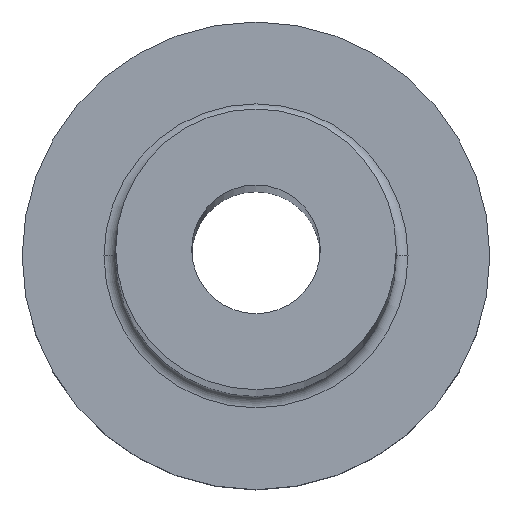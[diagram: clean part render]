
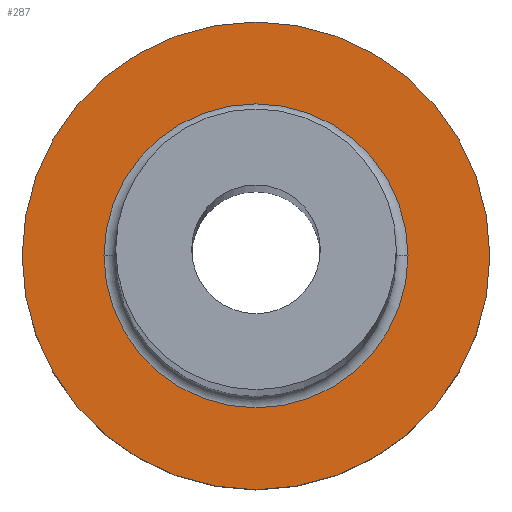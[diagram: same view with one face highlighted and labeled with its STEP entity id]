
A CAD part, top view. The second image highlights one B-rep face of the part: STEP entity #287.
In plain terms, the highlighted planar face has unit normal (0, 0, 1).
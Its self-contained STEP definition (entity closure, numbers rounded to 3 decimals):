
#3 = VERTEX_POINT ( 'NONE', #352 ) ;
#5 = CARTESIAN_POINT ( 'NONE',  ( 0., 0., 7. ) ) ;
#6 = EDGE_CURVE ( 'NONE', #26, #38, #373, .T. ) ;
#21 = FACE_OUTER_BOUND ( 'NONE', #24, .T. ) ;
#22 = DIRECTION ( 'NONE',  ( 1., 0., 0. ) ) ;
#24 = EDGE_LOOP ( 'NONE', ( #272, #151 ) ) ;
#26 = VERTEX_POINT ( 'NONE', #330 ) ;
#38 = VERTEX_POINT ( 'NONE', #296 ) ;
#41 = AXIS2_PLACEMENT_3D ( 'NONE', #111, #109, #337 ) ;
#60 = DIRECTION ( 'NONE',  ( 0., 0., 1. ) ) ;
#77 = CARTESIAN_POINT ( 'NONE',  ( 0., 0., 7. ) ) ;
#82 = CARTESIAN_POINT ( 'NONE',  ( 0., 0., 7. ) ) ;
#88 = AXIS2_PLACEMENT_3D ( 'NONE', #77, #195, #309 ) ;
#109 = DIRECTION ( 'NONE',  ( 0., 0., -1. ) ) ;
#111 = CARTESIAN_POINT ( 'NONE',  ( 0., 0., 7. ) ) ;
#117 = VERTEX_POINT ( 'NONE', #368 ) ;
#124 = CARTESIAN_POINT ( 'NONE',  ( 0., 0., 7. ) ) ;
#146 = ORIENTED_EDGE ( 'NONE', *, *, #179, .T. ) ;
#151 = ORIENTED_EDGE ( 'NONE', *, *, #252, .T. ) ;
#162 = AXIS2_PLACEMENT_3D ( 'NONE', #5, #60, #302 ) ;
#170 = CIRCLE ( 'NONE', #88, 6.5 ) ;
#171 = DIRECTION ( 'NONE',  ( 1., 0., 0. ) ) ;
#175 = DIRECTION ( 'NONE',  ( 0., 0., 1. ) ) ;
#179 = EDGE_CURVE ( 'NONE', #3, #117, #170, .T. ) ;
#195 = DIRECTION ( 'NONE',  ( 0., 0., -1. ) ) ;
#201 = DIRECTION ( 'NONE',  ( 0., 0., 1. ) ) ;
#206 = CIRCLE ( 'NONE', #41, 6.5 ) ;
#226 = AXIS2_PLACEMENT_3D ( 'NONE', #82, #201, #171 ) ;
#229 = EDGE_CURVE ( 'NONE', #117, #3, #206, .T. ) ;
#242 = AXIS2_PLACEMENT_3D ( 'NONE', #124, #175, #22 ) ;
#252 = EDGE_CURVE ( 'NONE', #38, #26, #282, .T. ) ;
#272 = ORIENTED_EDGE ( 'NONE', *, *, #6, .T. ) ;
#282 = CIRCLE ( 'NONE', #226, 10. ) ;
#287 = ADVANCED_FACE ( 'NONE', ( #374, #21 ), #292, .T. ) ;
#292 = PLANE ( 'NONE',  #242 ) ;
#293 = EDGE_LOOP ( 'NONE', ( #146, #321 ) ) ;
#296 = CARTESIAN_POINT ( 'NONE',  ( 10., 0., 7. ) ) ;
#302 = DIRECTION ( 'NONE',  ( 1., 0., 0. ) ) ;
#309 = DIRECTION ( 'NONE',  ( 1., 0., 0. ) ) ;
#321 = ORIENTED_EDGE ( 'NONE', *, *, #229, .T. ) ;
#330 = CARTESIAN_POINT ( 'NONE',  ( -10., 0., 7. ) ) ;
#337 = DIRECTION ( 'NONE',  ( 1., 0., 0. ) ) ;
#352 = CARTESIAN_POINT ( 'NONE',  ( 6.5, 0., 7. ) ) ;
#368 = CARTESIAN_POINT ( 'NONE',  ( -6.5, 0., 7. ) ) ;
#373 = CIRCLE ( 'NONE', #162, 10. ) ;
#374 = FACE_BOUND ( 'NONE', #293, .T. ) ;
